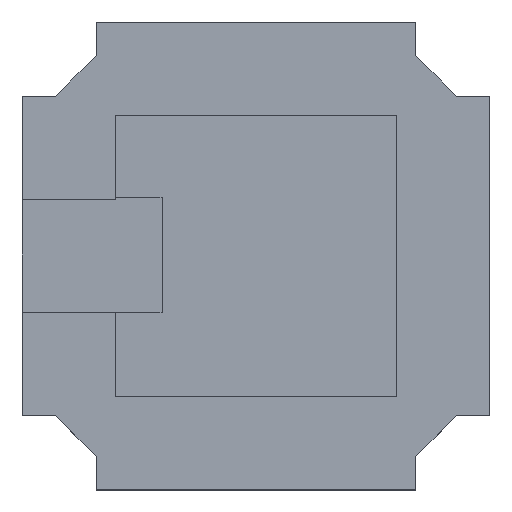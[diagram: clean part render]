
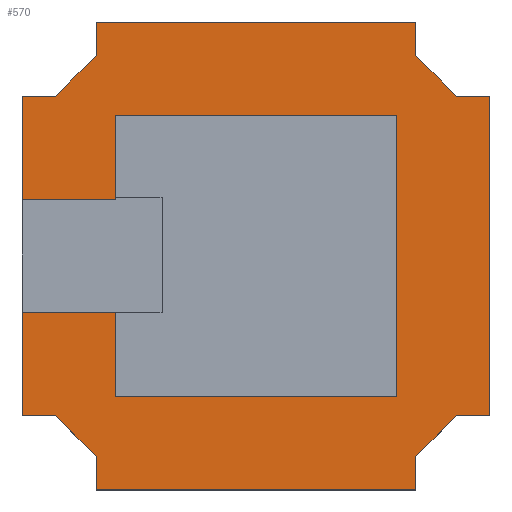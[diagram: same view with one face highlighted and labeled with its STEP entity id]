
A CAD part, top view. The second image highlights one B-rep face of the part: STEP entity #570.
In plain terms, the highlighted planar face has unit normal (0, 0, 1).
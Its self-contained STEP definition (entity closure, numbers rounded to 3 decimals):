
#24=FACE_OUTER_BOUND('',#53,.T.);
#53=EDGE_LOOP('',(#416,#417,#418,#419,#420,#421,#422,#423,#424,#425,#426,
#427,#428,#429,#430,#431,#432,#433,#434,#435,#436,#437,#438,#439));
#77=LINE('',#792,#158);
#85=LINE('',#809,#166);
#91=LINE('',#820,#172);
#95=LINE('',#827,#176);
#98=LINE('',#833,#179);
#99=LINE('',#836,#180);
#102=LINE('',#842,#183);
#105=LINE('',#848,#186);
#106=LINE('',#850,#187);
#107=LINE('',#852,#188);
#108=LINE('',#854,#189);
#109=LINE('',#856,#190);
#110=LINE('',#858,#191);
#111=LINE('',#860,#192);
#112=LINE('',#862,#193);
#113=LINE('',#864,#194);
#114=LINE('',#866,#195);
#115=LINE('',#868,#196);
#116=LINE('',#870,#197);
#117=LINE('',#872,#198);
#118=LINE('',#874,#199);
#119=LINE('',#875,#200);
#120=LINE('',#877,#201);
#121=LINE('',#878,#202);
#158=VECTOR('',#647,10.);
#166=VECTOR('',#661,10.);
#172=VECTOR('',#671,10.);
#176=VECTOR('',#675,10.);
#179=VECTOR('',#680,10.);
#180=VECTOR('',#683,10.);
#183=VECTOR('',#688,10.);
#186=VECTOR('',#693,10.);
#187=VECTOR('',#694,10.);
#188=VECTOR('',#695,10.);
#189=VECTOR('',#696,10.);
#190=VECTOR('',#697,10.);
#191=VECTOR('',#698,10.);
#192=VECTOR('',#699,10.);
#193=VECTOR('',#700,10.);
#194=VECTOR('',#701,10.);
#195=VECTOR('',#702,10.);
#196=VECTOR('',#703,10.);
#197=VECTOR('',#704,10.);
#198=VECTOR('',#705,10.);
#199=VECTOR('',#706,10.);
#200=VECTOR('',#707,10.);
#201=VECTOR('',#708,10.);
#202=VECTOR('',#709,10.);
#239=VERTEX_POINT('',#789);
#240=VERTEX_POINT('',#791);
#245=VERTEX_POINT('',#807);
#246=VERTEX_POINT('',#808);
#249=VERTEX_POINT('',#819);
#252=VERTEX_POINT('',#825);
#254=VERTEX_POINT('',#831);
#255=VERTEX_POINT('',#835);
#257=VERTEX_POINT('',#841);
#259=VERTEX_POINT('',#847);
#260=VERTEX_POINT('',#849);
#261=VERTEX_POINT('',#851);
#262=VERTEX_POINT('',#853);
#263=VERTEX_POINT('',#855);
#264=VERTEX_POINT('',#857);
#265=VERTEX_POINT('',#859);
#266=VERTEX_POINT('',#861);
#267=VERTEX_POINT('',#863);
#268=VERTEX_POINT('',#865);
#269=VERTEX_POINT('',#867);
#270=VERTEX_POINT('',#869);
#271=VERTEX_POINT('',#871);
#272=VERTEX_POINT('',#873);
#273=VERTEX_POINT('',#876);
#293=EDGE_CURVE('',#240,#239,#77,.T.);
#301=EDGE_CURVE('',#245,#246,#85,.T.);
#307=EDGE_CURVE('',#249,#245,#91,.T.);
#311=EDGE_CURVE('',#239,#252,#95,.T.);
#314=EDGE_CURVE('',#246,#254,#98,.T.);
#315=EDGE_CURVE('',#255,#240,#99,.T.);
#318=EDGE_CURVE('',#257,#255,#102,.T.);
#321=EDGE_CURVE('',#252,#259,#105,.T.);
#322=EDGE_CURVE('',#259,#260,#106,.T.);
#323=EDGE_CURVE('',#260,#261,#107,.T.);
#324=EDGE_CURVE('',#261,#262,#108,.T.);
#325=EDGE_CURVE('',#262,#263,#109,.T.);
#326=EDGE_CURVE('',#263,#264,#110,.T.);
#327=EDGE_CURVE('',#264,#265,#111,.T.);
#328=EDGE_CURVE('',#265,#266,#112,.T.);
#329=EDGE_CURVE('',#266,#267,#113,.T.);
#330=EDGE_CURVE('',#267,#268,#114,.T.);
#331=EDGE_CURVE('',#268,#269,#115,.T.);
#332=EDGE_CURVE('',#269,#270,#116,.T.);
#333=EDGE_CURVE('',#270,#271,#117,.T.);
#334=EDGE_CURVE('',#271,#272,#118,.T.);
#335=EDGE_CURVE('',#272,#249,#119,.T.);
#336=EDGE_CURVE('',#254,#273,#120,.T.);
#337=EDGE_CURVE('',#273,#257,#121,.T.);
#416=ORIENTED_EDGE('',*,*,#293,.T.);
#417=ORIENTED_EDGE('',*,*,#311,.T.);
#418=ORIENTED_EDGE('',*,*,#321,.T.);
#419=ORIENTED_EDGE('',*,*,#322,.T.);
#420=ORIENTED_EDGE('',*,*,#323,.T.);
#421=ORIENTED_EDGE('',*,*,#324,.T.);
#422=ORIENTED_EDGE('',*,*,#325,.T.);
#423=ORIENTED_EDGE('',*,*,#326,.T.);
#424=ORIENTED_EDGE('',*,*,#327,.T.);
#425=ORIENTED_EDGE('',*,*,#328,.T.);
#426=ORIENTED_EDGE('',*,*,#329,.T.);
#427=ORIENTED_EDGE('',*,*,#330,.T.);
#428=ORIENTED_EDGE('',*,*,#331,.T.);
#429=ORIENTED_EDGE('',*,*,#332,.T.);
#430=ORIENTED_EDGE('',*,*,#333,.T.);
#431=ORIENTED_EDGE('',*,*,#334,.T.);
#432=ORIENTED_EDGE('',*,*,#335,.T.);
#433=ORIENTED_EDGE('',*,*,#307,.T.);
#434=ORIENTED_EDGE('',*,*,#301,.T.);
#435=ORIENTED_EDGE('',*,*,#314,.T.);
#436=ORIENTED_EDGE('',*,*,#336,.T.);
#437=ORIENTED_EDGE('',*,*,#337,.T.);
#438=ORIENTED_EDGE('',*,*,#318,.T.);
#439=ORIENTED_EDGE('',*,*,#315,.T.);
#541=PLANE('',#619);
#570=ADVANCED_FACE('',(#24),#541,.T.);
#619=AXIS2_PLACEMENT_3D('',#846,#691,#692);
#647=DIRECTION('',(-1.,0.,0.));
#661=DIRECTION('',(1.,0.,0.));
#671=DIRECTION('',(0.,-1.,0.));
#675=DIRECTION('',(0.,-1.,0.));
#680=DIRECTION('',(0.,1.,0.));
#683=DIRECTION('',(0.,1.,0.));
#688=DIRECTION('',(-1.,0.,0.));
#691=DIRECTION('center_axis',(0.,0.,1.));
#692=DIRECTION('ref_axis',(1.,0.,0.));
#693=DIRECTION('',(1.,0.,0.));
#694=DIRECTION('',(0.707,-0.707,0.));
#695=DIRECTION('',(0.,-1.,0.));
#696=DIRECTION('',(1.,0.,0.));
#697=DIRECTION('',(0.,1.,0.));
#698=DIRECTION('',(0.707,0.707,0.));
#699=DIRECTION('',(1.,0.,0.));
#700=DIRECTION('',(0.,1.,0.));
#701=DIRECTION('',(-1.,0.,0.));
#702=DIRECTION('',(-0.707,0.707,0.));
#703=DIRECTION('',(0.,1.,0.));
#704=DIRECTION('',(-1.,0.,0.));
#705=DIRECTION('',(0.,-1.,0.));
#706=DIRECTION('',(-0.707,-0.707,0.));
#707=DIRECTION('',(-1.,0.,0.));
#708=DIRECTION('',(1.,0.,0.));
#709=DIRECTION('',(0.,-1.,0.));
#789=CARTESIAN_POINT('',(-24.9,-6.,5.));
#791=CARTESIAN_POINT('',(-15.,-6.,5.));
#792=CARTESIAN_POINT('',(1.225,-6.,5.));
#807=CARTESIAN_POINT('',(-24.9,6.,5.));
#808=CARTESIAN_POINT('',(-15.,6.,5.));
#809=CARTESIAN_POINT('',(-6.225,6.,5.));
#819=CARTESIAN_POINT('',(-24.9,17.,5.));
#820=CARTESIAN_POINT('',(-24.9,17.,5.));
#825=CARTESIAN_POINT('',(-24.9,-17.,5.));
#827=CARTESIAN_POINT('',(-24.9,17.,5.));
#831=CARTESIAN_POINT('',(-15.,15.,5.));
#833=CARTESIAN_POINT('',(-15.,6.225,5.));
#835=CARTESIAN_POINT('',(-15.,-15.,5.));
#836=CARTESIAN_POINT('',(-15.,6.225,5.));
#841=CARTESIAN_POINT('',(15.,-15.,5.));
#842=CARTESIAN_POINT('',(6.225,-15.,5.));
#846=CARTESIAN_POINT('Origin',(12.45,12.45,5.));
#847=CARTESIAN_POINT('',(-21.325,-17.,5.));
#848=CARTESIAN_POINT('',(-24.9,-17.,5.));
#849=CARTESIAN_POINT('',(-17.,-21.325,5.));
#850=CARTESIAN_POINT('',(-21.325,-17.,5.));
#851=CARTESIAN_POINT('',(-17.,-24.9,5.));
#852=CARTESIAN_POINT('',(-17.,-21.325,5.));
#853=CARTESIAN_POINT('',(17.,-24.9,5.));
#854=CARTESIAN_POINT('',(-17.,-24.9,5.));
#855=CARTESIAN_POINT('',(17.,-21.325,5.));
#856=CARTESIAN_POINT('',(17.,-24.9,5.));
#857=CARTESIAN_POINT('',(21.325,-17.,5.));
#858=CARTESIAN_POINT('',(17.,-21.325,5.));
#859=CARTESIAN_POINT('',(24.9,-17.,5.));
#860=CARTESIAN_POINT('',(21.325,-17.,5.));
#861=CARTESIAN_POINT('',(24.9,17.,5.));
#862=CARTESIAN_POINT('',(24.9,-17.,5.));
#863=CARTESIAN_POINT('',(21.325,17.,5.));
#864=CARTESIAN_POINT('',(24.9,17.,5.));
#865=CARTESIAN_POINT('',(17.,21.325,5.));
#866=CARTESIAN_POINT('',(21.325,17.,5.));
#867=CARTESIAN_POINT('',(17.,24.9,5.));
#868=CARTESIAN_POINT('',(17.,21.325,5.));
#869=CARTESIAN_POINT('',(-17.,24.9,5.));
#870=CARTESIAN_POINT('',(17.,24.9,5.));
#871=CARTESIAN_POINT('',(-17.,21.325,5.));
#872=CARTESIAN_POINT('',(-17.,24.9,5.));
#873=CARTESIAN_POINT('',(-21.325,17.,5.));
#874=CARTESIAN_POINT('',(-17.,21.325,5.));
#875=CARTESIAN_POINT('',(-21.325,17.,5.));
#876=CARTESIAN_POINT('',(15.,15.,5.));
#877=CARTESIAN_POINT('',(6.225,15.,5.));
#878=CARTESIAN_POINT('',(15.,6.225,5.));
